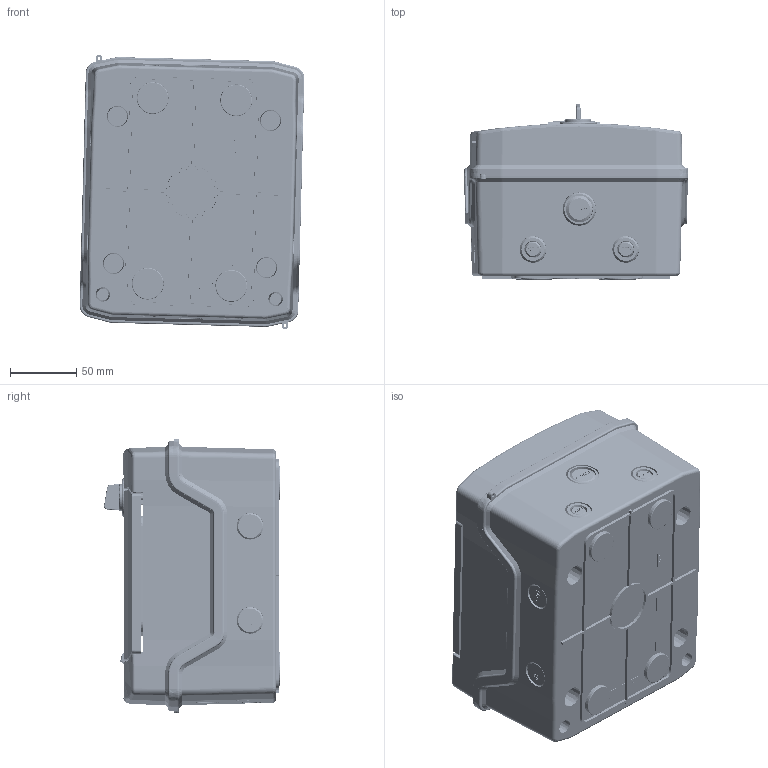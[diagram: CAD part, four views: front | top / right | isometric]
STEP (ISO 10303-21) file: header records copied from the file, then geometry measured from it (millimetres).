
FILE_DESCRIPTION((''),'2;1');
FILE_NAME('ECH_6G_V2_ASM','2025-03-10T12:32:50',('klemen.sitar'),('Audax d.o.o.'),'CREO PARAMETRIC BY PTC INC, 2021304','CREO PARAMETRIC BY PTC INC, 2021304','');
FILE_SCHEMA(('AP242_MANAGED_MODEL_BASED_3D_ENGINEERING_MIM_LF { 1 0 10303 442 1 1 4 }'));
Products named in the file (25): PRT0004_1_1_1_1_1; PRT0004_1_2_1_1_1; PRT0004_1_3_1_1_1; ECH_LOGO_ASM; SABIRNICA_N6-D_1; PLASTICNI_VIJAK_D_SERIJE_1; HOSRAF_4_2X9_5_1; HOL_RAF_4X30_3_9MMX32MM_1; CEP_NAZIDNIH_KUCIST_C_I_D_SERIJ; SINA_SABIRNICE_N6-D_1; MASKA_N6-D_1; HOL_RAF_3_5X13_3_5MMX13MM_1; SINA_N6-D__KRUSKICA__1; KLJUC_D_-_15_05_2020_1; KUCISTE_N6-D_1; VRATA_N6-D_1; SRAF_KLEME_1_1_1_1_1; MESING_04-13827_1_1_1_1_1; SRAF_KLEME_1_1_1_1_1_1; CU-6SCREW-SABIRNICA_ASM_1_ASM; SRAF_KLEME_1_1_1_1_2_1; MESING_04-13827_1_1_1_1_1_1; SRAF_KLEME_1_1_1_1_1_2_1; ASM0104GH_ASM_1_ASM; ECH_6G_V2_ASM
Assembly tree (44 placements, depth 3):
  ECH_6G_V2_ASM
    ECH_LOGO_ASM
      PRT0004_1_1_1_1_1
      PRT0004_1_2_1_1_1
      PRT0004_1_3_1_1_1
    SABIRNICA_N6-D_1  x2
    PLASTICNI_VIJAK_D_SERIJE_1  x4
    HOSRAF_4_2X9_5_1  x2
    HOL_RAF_4X30_3_9MMX32MM_1  x4
    CEP_NAZIDNIH_KUCIST_C_I_D_SERIJ  x4
    SINA_SABIRNICE_N6-D_1
    MASKA_N6-D_1
    HOL_RAF_3_5X13_3_5MMX13MM_1  x2
    SINA_N6-D__KRUSKICA__1
    KLJUC_D_-_15_05_2020_1
    KUCISTE_N6-D_1
    VRATA_N6-D_1
    CU-6SCREW-SABIRNICA_ASM_1_ASM
      SRAF_KLEME_1_1_1_1_1  x4
      MESING_04-13827_1_1_1_1_1
      SRAF_KLEME_1_1_1_1_1_1  x2
    ASM0104GH_ASM_1_ASM
      SRAF_KLEME_1_1_1_1_2_1  x4
      MESING_04-13827_1_1_1_1_1_1
      SRAF_KLEME_1_1_1_1_1_2_1  x2
Bounding box: 169.5 x 132.69 x 206.61 mm (x, y, z)
Volume: 469217.8 mm3; surface area: 478918.7 mm2
Topology: 39 solids, 41 shells, 5219 faces, 13912 edges, 8912 vertices
Faces by surface type: plane 2293, bspline 1053, cylinder 899, cone 544, torus 279, extrusion 113, sphere 30, revolution 8
Entity records: 214241 total; most frequent: CARTESIAN_POINT 89403, ORIENTED_EDGE 20942, DIRECTION 15740, PRESENTATION_STYLE_ASSIGNMENT 10495, STYLED_ITEM 10495, CURVE_STYLE 10474, EDGE_CURVE 10474, VERTEX_POINT 6734
